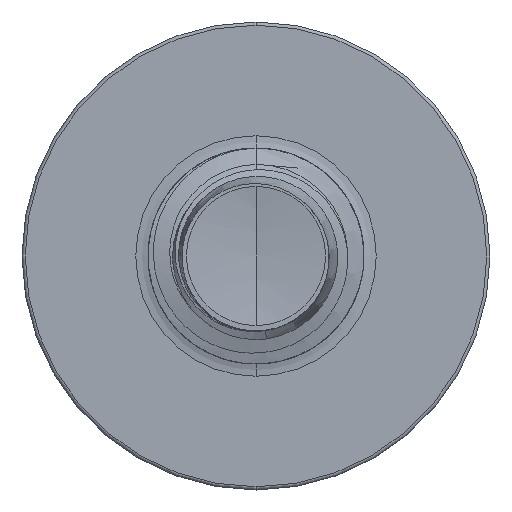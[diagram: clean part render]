
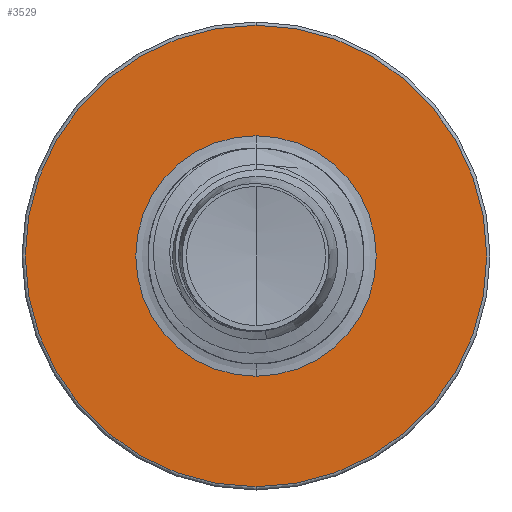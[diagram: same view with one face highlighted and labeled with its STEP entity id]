
A CAD part, front view. The second image highlights one B-rep face of the part: STEP entity #3529.
In plain terms, the highlighted planar face has unit normal (0, -1, 0).
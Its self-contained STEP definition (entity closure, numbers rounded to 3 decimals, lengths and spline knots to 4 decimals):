
#2557 = VERTEX_POINT ( 'NONE', #5007 ) ;
#3529 = ADVANCED_FACE ( 'NONE', ( #30587, #31996 ), #41645, .F. ) ;
#3539 = DIRECTION ( 'NONE',  ( 0., 0., 1. ) ) ;
#4881 = VERTEX_POINT ( 'NONE', #40452 ) ;
#5007 = CARTESIAN_POINT ( 'NONE',  ( 0., 20., -1.6704 ) ) ;
#5223 = DIRECTION ( 'NONE',  ( 0., 1., 0. ) ) ;
#10222 = DIRECTION ( 'NONE',  ( 0., 1., 0. ) ) ;
#14116 = AXIS2_PLACEMENT_3D ( 'NONE', #33616, #5223, #38155 ) ;
#14661 = AXIS2_PLACEMENT_3D ( 'NONE', #38254, #10222, #42747 ) ;
#18711 = DIRECTION ( 'NONE',  ( 0., 0., 1. ) ) ;
#19833 = EDGE_LOOP ( 'NONE', ( #49765, #55864 ) ) ;
#20912 = AXIS2_PLACEMENT_3D ( 'NONE', #58728, #32043, #3539 ) ;
#23799 = EDGE_CURVE ( 'NONE', #50817, #40594, #25306, .T. ) ;
#24409 = DIRECTION ( 'NONE',  ( 0., 1., 0. ) ) ;
#25306 = CIRCLE ( 'NONE', #14661, 3.205 ) ;
#27179 = CARTESIAN_POINT ( 'NONE',  ( 0., 20., -3.205 ) ) ;
#30587 = FACE_OUTER_BOUND ( 'NONE', #19833, .T. ) ;
#31610 = EDGE_LOOP ( 'NONE', ( #46543, #37416 ) ) ;
#31996 = FACE_BOUND ( 'NONE', #31610, .T. ) ;
#32043 = DIRECTION ( 'NONE',  ( 0., 1., 0. ) ) ;
#33616 = CARTESIAN_POINT ( 'NONE',  ( 0., 20., 0. ) ) ;
#37131 = CARTESIAN_POINT ( 'NONE',  ( 0., 20., -1.6704 ) ) ;
#37416 = ORIENTED_EDGE ( 'NONE', *, *, #53429, .T. ) ;
#38155 = DIRECTION ( 'NONE',  ( 0., 0., 1. ) ) ;
#38254 = CARTESIAN_POINT ( 'NONE',  ( 0., 20., 0. ) ) ;
#40452 = CARTESIAN_POINT ( 'NONE',  ( 0., 20., 1.6704 ) ) ;
#40594 = VERTEX_POINT ( 'NONE', #27179 ) ;
#41171 = AXIS2_PLACEMENT_3D ( 'NONE', #37131, #46128, #18711 ) ;
#41645 = PLANE ( 'NONE',  #41171 ) ;
#42747 = DIRECTION ( 'NONE',  ( 0., 0., 1. ) ) ;
#43526 = CIRCLE ( 'NONE', #54951, 3.205 ) ;
#43852 = EDGE_CURVE ( 'NONE', #40594, #50817, #43526, .T. ) ;
#46128 = DIRECTION ( 'NONE',  ( 0., 1., 0. ) ) ;
#46543 = ORIENTED_EDGE ( 'NONE', *, *, #49803, .T. ) ;
#49765 = ORIENTED_EDGE ( 'NONE', *, *, #23799, .F. ) ;
#49803 = EDGE_CURVE ( 'NONE', #4881, #2557, #51098, .T. ) ;
#50817 = VERTEX_POINT ( 'NONE', #58219 ) ;
#51098 = CIRCLE ( 'NONE', #20912, 1.6704 ) ;
#51444 = CARTESIAN_POINT ( 'NONE',  ( 0., 20., 0. ) ) ;
#53429 = EDGE_CURVE ( 'NONE', #2557, #4881, #53801, .T. ) ;
#53801 = CIRCLE ( 'NONE', #14116, 1.6704 ) ;
#54951 = AXIS2_PLACEMENT_3D ( 'NONE', #51444, #24409, #55888 ) ;
#55864 = ORIENTED_EDGE ( 'NONE', *, *, #43852, .F. ) ;
#55888 = DIRECTION ( 'NONE',  ( 0., 0., 1. ) ) ;
#58219 = CARTESIAN_POINT ( 'NONE',  ( 0., 20., 3.205 ) ) ;
#58728 = CARTESIAN_POINT ( 'NONE',  ( 0., 20., 0. ) ) ;
